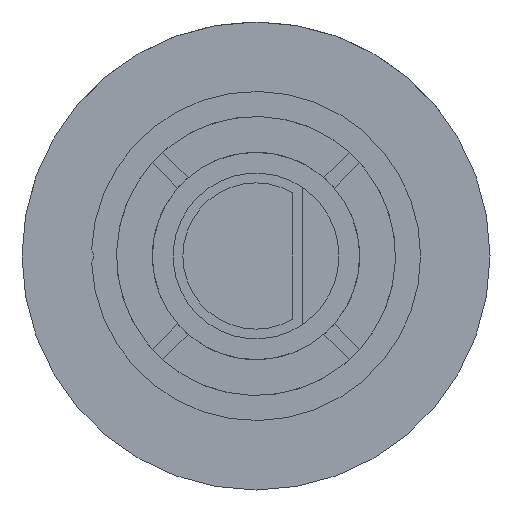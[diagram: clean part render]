
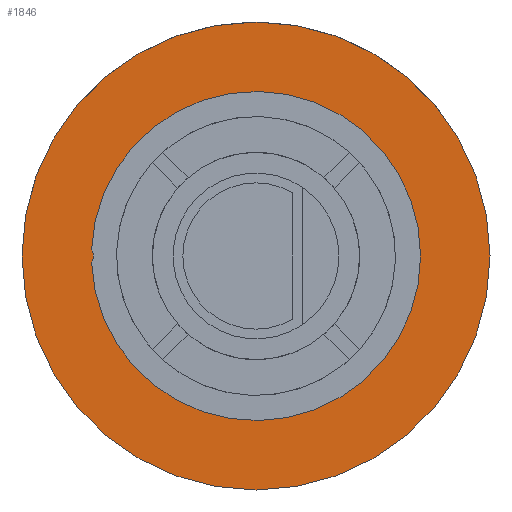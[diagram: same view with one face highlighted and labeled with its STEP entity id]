
A CAD part, front view. The second image highlights one B-rep face of the part: STEP entity #1846.
In plain terms, the highlighted planar face has unit normal (0, -1, 0).
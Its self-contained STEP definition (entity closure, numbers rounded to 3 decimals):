
#114=FACE_BOUND('',#643,.T.);
#245=CIRCLE('',#1914,6.75);
#246=CIRCLE('',#1916,0.5);
#256=CIRCLE('',#1929,9.6);
#377=PLANE('',#2079);
#503=FACE_OUTER_BOUND('',#642,.T.);
#642=EDGE_LOOP('',(#1682));
#643=EDGE_LOOP('',(#1683,#1684));
#778=VERTEX_POINT('',#2794);
#779=VERTEX_POINT('',#2795);
#811=VERTEX_POINT('',#2968);
#960=EDGE_CURVE('',#778,#779,#245,.T.);
#963=EDGE_CURVE('',#779,#778,#246,.T.);
#995=EDGE_CURVE('',#811,#811,#256,.T.);
#1682=ORIENTED_EDGE('',*,*,#995,.F.);
#1683=ORIENTED_EDGE('',*,*,#960,.T.);
#1684=ORIENTED_EDGE('',*,*,#963,.T.);
#1846=ADVANCED_FACE('',(#503,#114),#377,.F.);
#1914=AXIS2_PLACEMENT_3D('',#2796,#2246,#2247);
#1916=AXIS2_PLACEMENT_3D('',#2800,#2252,#2253);
#1929=AXIS2_PLACEMENT_3D('',#2969,#2278,#2279);
#2079=AXIS2_PLACEMENT_3D('',#4203,#2578,#2579);
#2246=DIRECTION('center_axis',(0.,1.,0.));
#2247=DIRECTION('ref_axis',(1.,0.,0.));
#2252=DIRECTION('center_axis',(0.,-1.,0.));
#2253=DIRECTION('ref_axis',(1.,0.,0.));
#2278=DIRECTION('center_axis',(0.,1.,0.));
#2279=DIRECTION('ref_axis',(1.,0.,0.));
#2578=DIRECTION('center_axis',(0.,1.,0.));
#2579=DIRECTION('ref_axis',(1.,0.,0.));
#2794=CARTESIAN_POINT('',(-6.745,0.,0.25));
#2795=CARTESIAN_POINT('',(-6.745,0.,-0.25));
#2796=CARTESIAN_POINT('Origin',(0.,0.,0.));
#2800=CARTESIAN_POINT('Origin',(-7.178,0.,0.));
#2968=CARTESIAN_POINT('',(-9.6,0.,0.));
#2969=CARTESIAN_POINT('Origin',(0.,0.,0.));
#4203=CARTESIAN_POINT('Origin',(0.,0.,0.));
